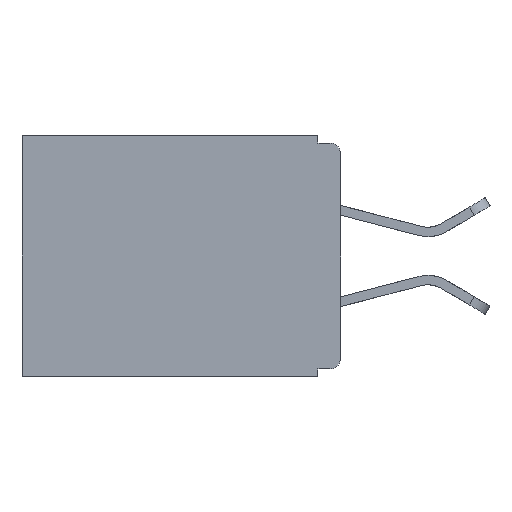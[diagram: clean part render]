
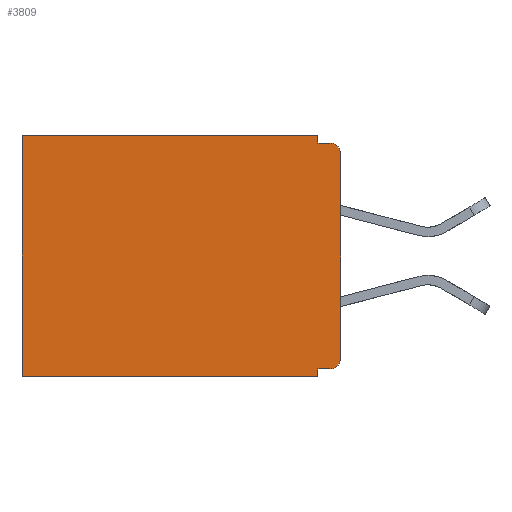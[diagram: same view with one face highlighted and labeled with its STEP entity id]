
A CAD part, left-side view. The second image highlights one B-rep face of the part: STEP entity #3809.
In plain terms, the highlighted planar face has unit normal (-1, 0, 0).
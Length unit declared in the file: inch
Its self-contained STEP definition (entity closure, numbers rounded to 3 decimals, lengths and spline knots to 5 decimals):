
#118 = VECTOR ( 'NONE', #5506, 39.37008 ) ;
#162 = DIRECTION ( 'NONE',  ( 0., 0., -1. ) ) ;
#212 = CARTESIAN_POINT ( 'NONE',  ( 0.3, 0.031, -0.32 ) ) ;
#373 = VECTOR ( 'NONE', #9862, 39.37008 ) ;
#1085 = DIRECTION ( 'NONE',  ( 0., 0., -1. ) ) ;
#1412 = VECTOR ( 'NONE', #20538, 39.37008 ) ;
#1475 = CARTESIAN_POINT ( 'NONE',  ( 0.3, 0.031, 0. ) ) ;
#1672 = DIRECTION ( 'NONE',  ( 1., 0., 0. ) ) ;
#1881 = CARTESIAN_POINT ( 'NONE',  ( 0.3, 0.015, -0.025 ) ) ;
#1972 = VECTOR ( 'NONE', #17097, 39.37008 ) ;
#2342 = ORIENTED_EDGE ( 'NONE', *, *, #14626, .F. ) ;
#2858 = VERTEX_POINT ( 'NONE', #212 ) ;
#3120 = CARTESIAN_POINT ( 'NONE',  ( 0.3, 0., -0.33 ) ) ;
#3179 = VECTOR ( 'NONE', #17892, 39.37008 ) ;
#3383 = VERTEX_POINT ( 'NONE', #21286 ) ;
#3579 = DIRECTION ( 'NONE',  ( 0., 0., -1. ) ) ;
#3809 = ADVANCED_FACE ( 'NONE', ( #8040 ), #5850, .F. ) ;
#3823 = CARTESIAN_POINT ( 'NONE',  ( 0.3, 0.031, -0.33 ) ) ;
#3903 = VERTEX_POINT ( 'NONE', #16470 ) ;
#5506 = DIRECTION ( 'NONE',  ( 0., 0., -1. ) ) ;
#5564 = CARTESIAN_POINT ( 'NONE',  ( 0.3, 0., -0.33 ) ) ;
#5814 = VERTEX_POINT ( 'NONE', #1475 ) ;
#5850 = PLANE ( 'NONE',  #14835 ) ;
#6568 = CARTESIAN_POINT ( 'NONE',  ( 0.3, 0., 0. ) ) ;
#6898 = CARTESIAN_POINT ( 'NONE',  ( 0.3, 0., -0.32 ) ) ;
#6967 = LINE ( 'NONE', #6898, #1972 ) ;
#7226 = EDGE_LOOP ( 'NONE', ( #17475, #19784, #18282, #12739, #19358, #12286, #2342, #16353, #9835, #11695 ) ) ;
#7709 = CARTESIAN_POINT ( 'NONE',  ( 0.3, 0.031, -0.33 ) ) ;
#7716 = EDGE_CURVE ( 'NONE', #2858, #10699, #17771, .T. ) ;
#8001 = EDGE_CURVE ( 'NONE', #14094, #9376, #20352, .T. ) ;
#8040 = FACE_OUTER_BOUND ( 'NONE', #7226, .T. ) ;
#8072 = CARTESIAN_POINT ( 'NONE',  ( 0.3, 0., -0.305 ) ) ;
#8130 = CARTESIAN_POINT ( 'NONE',  ( 0.3, 0.031, 0. ) ) ;
#8340 = LINE ( 'NONE', #6568, #21703 ) ;
#8565 = CARTESIAN_POINT ( 'NONE',  ( 0.3, 0.437, 0. ) ) ;
#8689 = EDGE_CURVE ( 'NONE', #14787, #3383, #12295, .T. ) ;
#8830 = EDGE_CURVE ( 'NONE', #5814, #19975, #14132, .T. ) ;
#8916 = CIRCLE ( 'NONE', #13128, 0.015 ) ;
#9376 = VERTEX_POINT ( 'NONE', #8072 ) ;
#9731 = DIRECTION ( 'NONE',  ( -1., 0., 0. ) ) ;
#9835 = ORIENTED_EDGE ( 'NONE', *, *, #12659, .F. ) ;
#9862 = DIRECTION ( 'NONE',  ( 0., 0., -1. ) ) ;
#10337 = EDGE_CURVE ( 'NONE', #3903, #20109, #8916, .T. ) ;
#10529 = CARTESIAN_POINT ( 'NONE',  ( 0.3, 0., -0.01 ) ) ;
#10546 = CARTESIAN_POINT ( 'NONE',  ( 0.3, 0., -0.33 ) ) ;
#10699 = VERTEX_POINT ( 'NONE', #7709 ) ;
#11695 = ORIENTED_EDGE ( 'NONE', *, *, #8001, .T. ) ;
#11732 = LINE ( 'NONE', #3120, #20034 ) ;
#11797 = DIRECTION ( 'NONE',  ( 0., 1., 0. ) ) ;
#11946 = EDGE_CURVE ( 'NONE', #5814, #14787, #8340, .T. ) ;
#12286 = ORIENTED_EDGE ( 'NONE', *, *, #8689, .T. ) ;
#12295 = LINE ( 'NONE', #16288, #3179 ) ;
#12659 = EDGE_CURVE ( 'NONE', #14094, #2858, #6967, .T. ) ;
#12739 = ORIENTED_EDGE ( 'NONE', *, *, #8830, .F. ) ;
#13128 = AXIS2_PLACEMENT_3D ( 'NONE', #1881, #13824, #3579 ) ;
#13281 = LINE ( 'NONE', #10546, #18179 ) ;
#13824 = DIRECTION ( 'NONE',  ( -1., 0., 0. ) ) ;
#14094 = VERTEX_POINT ( 'NONE', #21692 ) ;
#14132 = LINE ( 'NONE', #8130, #373 ) ;
#14626 = EDGE_CURVE ( 'NONE', #10699, #3383, #11732, .T. ) ;
#14787 = VERTEX_POINT ( 'NONE', #8565 ) ;
#14835 = AXIS2_PLACEMENT_3D ( 'NONE', #5564, #1672, #1085 ) ;
#15030 = DIRECTION ( 'NONE',  ( 0., 1., 0. ) ) ;
#15557 = LINE ( 'NONE', #10529, #1412 ) ;
#16288 = CARTESIAN_POINT ( 'NONE',  ( 0.3, 0.437, -0.33 ) ) ;
#16353 = ORIENTED_EDGE ( 'NONE', *, *, #7716, .F. ) ;
#16470 = CARTESIAN_POINT ( 'NONE',  ( 0.3, 0., -0.025 ) ) ;
#17097 = DIRECTION ( 'NONE',  ( 0., 1., 0. ) ) ;
#17121 = EDGE_CURVE ( 'NONE', #19975, #20109, #15557, .T. ) ;
#17475 = ORIENTED_EDGE ( 'NONE', *, *, #21477, .F. ) ;
#17771 = LINE ( 'NONE', #3823, #118 ) ;
#17778 = CARTESIAN_POINT ( 'NONE',  ( 0.3, 0.031, -0.01 ) ) ;
#17892 = DIRECTION ( 'NONE',  ( 0., 0., -1. ) ) ;
#18179 = VECTOR ( 'NONE', #162, 39.37008 ) ;
#18282 = ORIENTED_EDGE ( 'NONE', *, *, #17121, .F. ) ;
#19301 = AXIS2_PLACEMENT_3D ( 'NONE', #19809, #9731, #21425 ) ;
#19358 = ORIENTED_EDGE ( 'NONE', *, *, #11946, .T. ) ;
#19724 = CARTESIAN_POINT ( 'NONE',  ( 0.3, 0.015, -0.01 ) ) ;
#19784 = ORIENTED_EDGE ( 'NONE', *, *, #10337, .T. ) ;
#19809 = CARTESIAN_POINT ( 'NONE',  ( 0.3, 0.015, -0.305 ) ) ;
#19975 = VERTEX_POINT ( 'NONE', #17778 ) ;
#20034 = VECTOR ( 'NONE', #15030, 39.37008 ) ;
#20109 = VERTEX_POINT ( 'NONE', #19724 ) ;
#20352 = CIRCLE ( 'NONE', #19301, 0.015 ) ;
#20538 = DIRECTION ( 'NONE',  ( 0., -1., 0. ) ) ;
#21286 = CARTESIAN_POINT ( 'NONE',  ( 0.3, 0.437, -0.33 ) ) ;
#21425 = DIRECTION ( 'NONE',  ( 0., 0., -1. ) ) ;
#21477 = EDGE_CURVE ( 'NONE', #3903, #9376, #13281, .T. ) ;
#21692 = CARTESIAN_POINT ( 'NONE',  ( 0.3, 0.015, -0.32 ) ) ;
#21703 = VECTOR ( 'NONE', #11797, 39.37008 ) ;
